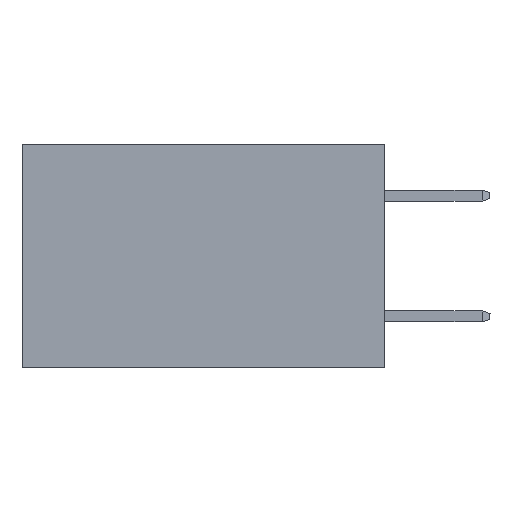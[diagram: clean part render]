
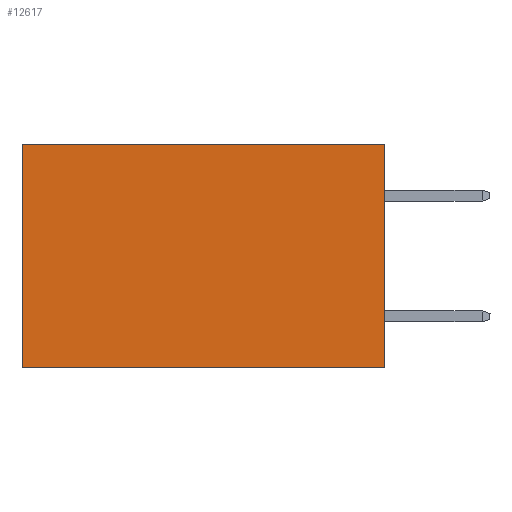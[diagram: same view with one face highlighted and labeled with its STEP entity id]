
A CAD part, left-side view. The second image highlights one B-rep face of the part: STEP entity #12617.
In plain terms, the highlighted planar face has unit normal (-1, 0, 0).
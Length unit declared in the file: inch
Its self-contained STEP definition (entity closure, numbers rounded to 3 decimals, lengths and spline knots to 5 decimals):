
#9 = ORIENTED_EDGE ( 'NONE', *, *, #12800, .F. ) ;
#109 = VECTOR ( 'NONE', #7522, 39.37008 ) ;
#329 = DIRECTION ( 'NONE',  ( 0., 1., 0. ) ) ;
#388 = CARTESIAN_POINT ( 'NONE',  ( 0.2615, 0., -0.37 ) ) ;
#1684 = EDGE_CURVE ( 'NONE', #8438, #6446, #7129, .T. ) ;
#1849 = DIRECTION ( 'NONE',  ( 0., 0., -1. ) ) ;
#1874 = DIRECTION ( 'NONE',  ( 1., 0., 0. ) ) ;
#1914 = PLANE ( 'NONE',  #2673 ) ;
#1931 = CARTESIAN_POINT ( 'NONE',  ( 0.2615, 0., -0.37 ) ) ;
#2164 = VERTEX_POINT ( 'NONE', #7663 ) ;
#2232 = EDGE_CURVE ( 'NONE', #10664, #2164, #6385, .T. ) ;
#2358 = ORIENTED_EDGE ( 'NONE', *, *, #1684, .F. ) ;
#2398 = CARTESIAN_POINT ( 'NONE',  ( 0.2615, 0., 0. ) ) ;
#2673 = AXIS2_PLACEMENT_3D ( 'NONE', #1931, #1874, #1849 ) ;
#2952 = VECTOR ( 'NONE', #14277, 39.37008 ) ;
#3951 = ORIENTED_EDGE ( 'NONE', *, *, #10133, .T. ) ;
#4348 = CARTESIAN_POINT ( 'NONE',  ( 0.2615, 0.6, 0. ) ) ;
#4528 = VECTOR ( 'NONE', #329, 39.37008 ) ;
#5731 = CARTESIAN_POINT ( 'NONE',  ( 0.2615, 0., 0. ) ) ;
#6385 = LINE ( 'NONE', #7573, #109 ) ;
#6446 = VERTEX_POINT ( 'NONE', #12402 ) ;
#7059 = FACE_OUTER_BOUND ( 'NONE', #9305, .T. ) ;
#7129 = LINE ( 'NONE', #13332, #13623 ) ;
#7522 = DIRECTION ( 'NONE',  ( 0., 0., -1. ) ) ;
#7573 = CARTESIAN_POINT ( 'NONE',  ( 0.2615, 0.6, -0.37 ) ) ;
#7663 = CARTESIAN_POINT ( 'NONE',  ( 0.2615, 0.6, -0.37 ) ) ;
#8438 = VERTEX_POINT ( 'NONE', #5731 ) ;
#9305 = EDGE_LOOP ( 'NONE', ( #13845, #9, #2358, #3951 ) ) ;
#10133 = EDGE_CURVE ( 'NONE', #8438, #10664, #12188, .T. ) ;
#10664 = VERTEX_POINT ( 'NONE', #4348 ) ;
#11056 = LINE ( 'NONE', #388, #4528 ) ;
#11443 = DIRECTION ( 'NONE',  ( 0., 0., -1. ) ) ;
#12188 = LINE ( 'NONE', #2398, #2952 ) ;
#12402 = CARTESIAN_POINT ( 'NONE',  ( 0.2615, 0., -0.37 ) ) ;
#12617 = ADVANCED_FACE ( 'NONE', ( #7059 ), #1914, .F. ) ;
#12800 = EDGE_CURVE ( 'NONE', #6446, #2164, #11056, .T. ) ;
#13332 = CARTESIAN_POINT ( 'NONE',  ( 0.2615, 0., -0.37 ) ) ;
#13623 = VECTOR ( 'NONE', #11443, 39.37008 ) ;
#13845 = ORIENTED_EDGE ( 'NONE', *, *, #2232, .T. ) ;
#14277 = DIRECTION ( 'NONE',  ( 0., 1., 0. ) ) ;
